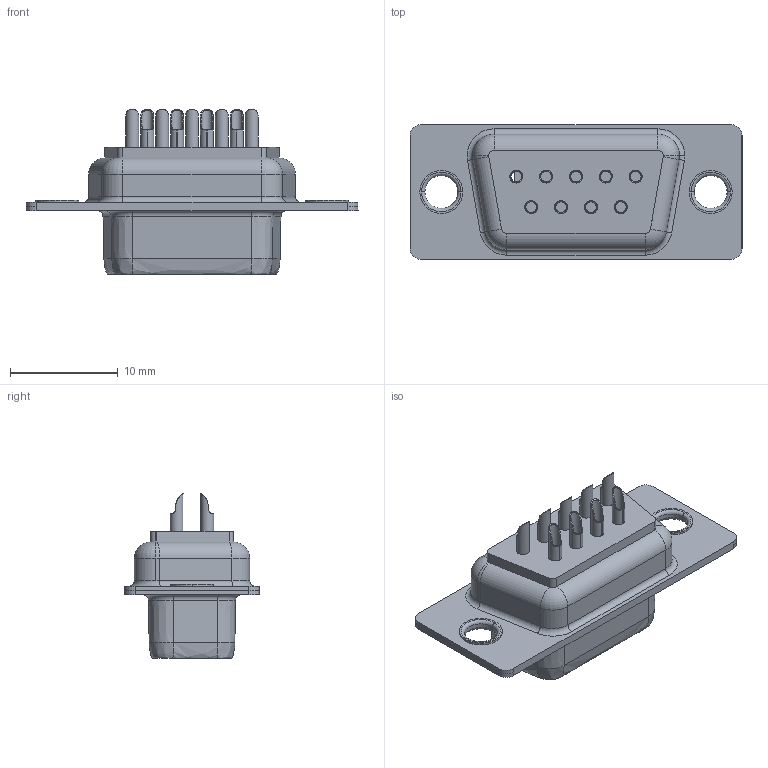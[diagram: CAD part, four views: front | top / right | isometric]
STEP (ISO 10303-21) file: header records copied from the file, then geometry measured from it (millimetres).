
FILE_DESCRIPTION (( 'STEP AP214' ), '1' );
FILE_NAME ('FDB0906-F0WS300K6KA-REF.STEP', '2025-07-23T07:37:27', ( '' ), ( '' ), 'SwSTEP 2.0', 'SolidWorks 2021', '' );
FILE_SCHEMA (( 'AUTOMOTIVE_DESIGN' ));
Length unit declared in the file: millimetre
Products named in the file (1): FDB0906-F0WS300K6KA-REF
Bounding box: 30.81 x 12.5 x 15.3 mm (x, y, z)
Volume: 1828.2 mm3; surface area: 1878.5 mm2
Topology: 1 solids, 5 shells, 290 faces, 711 edges, 443 vertices
Faces by surface type: cylinder 147, plane 88, torus 24, cone 23, bspline 8
Entity records: 9470 total; most frequent: CARTESIAN_POINT 2713, ORIENTED_EDGE 1422, DIRECTION 1386, EDGE_CURVE 711, AXIS2_PLACEMENT_3D 526, VERTEX_POINT 443, VECTOR 334, LINE 334
